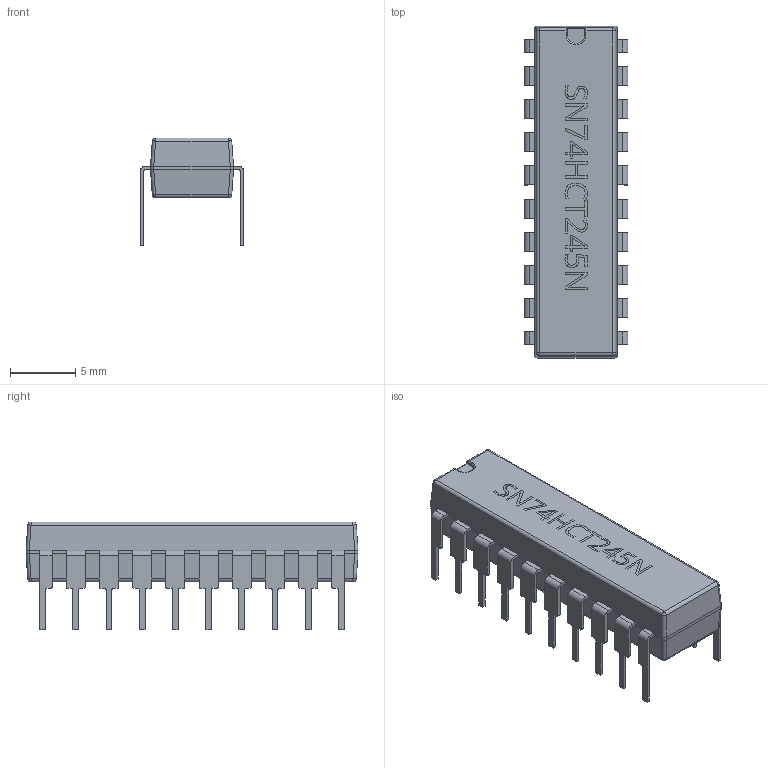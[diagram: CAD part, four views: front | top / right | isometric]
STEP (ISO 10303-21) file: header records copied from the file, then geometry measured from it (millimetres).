
FILE_DESCRIPTION( ( '' ), ' ' );
FILE_NAME( '5caa4d8e394ae6164c85cba2.step', '2019-04-07T19:20:48', ( '' ), ( '' ), ' ', ' ', ' ' );
FILE_SCHEMA( ( 'AUTOMOTIVE_DESIGN { 1 0 10303 214 1 1 1 1 }' ) );
Length unit declared in the file: metre
Products named in the file (32): Part 30; Part 25; Part 32; Part 31; Part 29; Part 28; Part 27; Part 26; Part 24; Part 23; Part 22; Part 20; Part 21; Part 18; Part 19; Part 16; Part 17; Part 14; Part 15; Part 12; Part 13; Part 10; Part 11; Part 8; Part 9; Part 6; Part 7; Part 4; Part 5; Part 3; Part 2; Part 1
Bounding box: 7.94 x 25.4 x 8.26 mm (x, y, z)
Volume: 766.1 mm3; surface area: 1133.1 mm2
Topology: 32 solids, 32 shells, 778 faces, 2079 edges, 1370 vertices
Faces by surface type: plane 485, cylinder 141, extrusion 140, sphere 8, torus 4
Entity records: 30751 total; most frequent: CARTESIAN_POINT 5091, ORIENTED_EDGE 4142, DIRECTION 3565, EDGE_CURVE 2071, VECTOR 1637, LINE 1497, VERTEX_POINT 1370, AXIS2_PLACEMENT_3D 964
